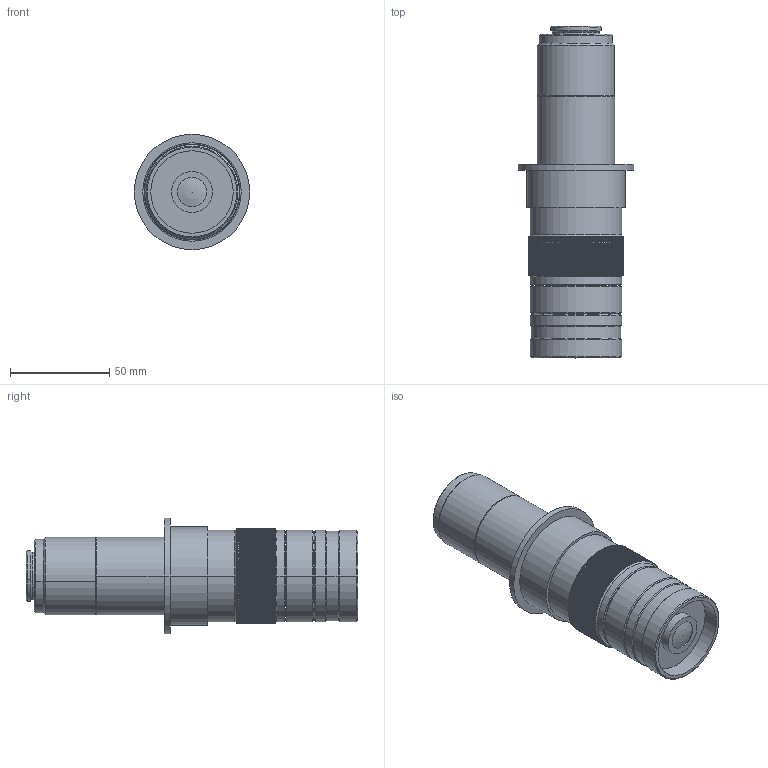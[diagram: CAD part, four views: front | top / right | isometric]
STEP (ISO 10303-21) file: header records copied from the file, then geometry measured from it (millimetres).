
FILE_DESCRIPTION (( 'STEP AP214' ), '1' );
FILE_NAME ('MZL070-450-050.STEP', '2016-07-20T11:06:43', ( 'Saulius' ), ( '' ), 'SwSTEP 2.0', 'SolidWorks 2015', '' );
FILE_SCHEMA (( 'AUTOMOTIVE_DESIGN' ));
Length unit declared in the file: millimetre
Products named in the file (3): MZL070-450-050; 0.7-4.5_lens; 0.5adapter
Assembly tree (2 placements, depth 2):
  MZL070-450-050
    0.7-4.5_lens
    0.5adapter
Bounding box: 58 x 166.8 x 58 mm (x, y, z)
Volume: 211462.6 mm3; surface area: 51570.3 mm2
Topology: 2 solids, 2 shells, 1179 faces, 3437 edges, 2277 vertices
Faces by surface type: plane 739, cylinder 408, cone 30, sphere 2
Entity records: 40456 total; most frequent: CARTESIAN_POINT 11210, ORIENTED_EDGE 6864, DIRECTION 5194, EDGE_CURVE 3432, VERTEX_POINT 2274, AXIS2_PLACEMENT_3D 2018, B_SPLINE_CURVE_WITH_KNOTS 1440, EDGE_LOOP 1196
